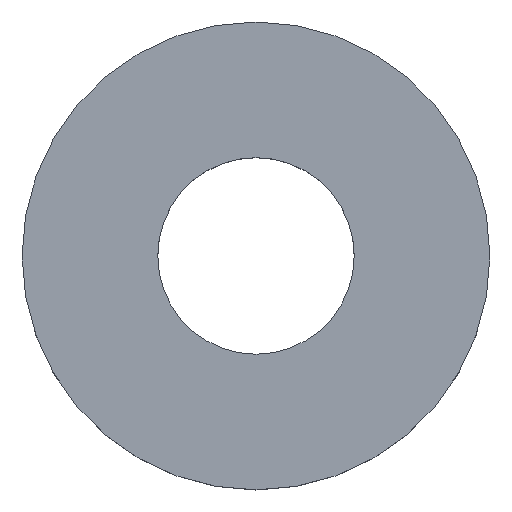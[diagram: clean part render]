
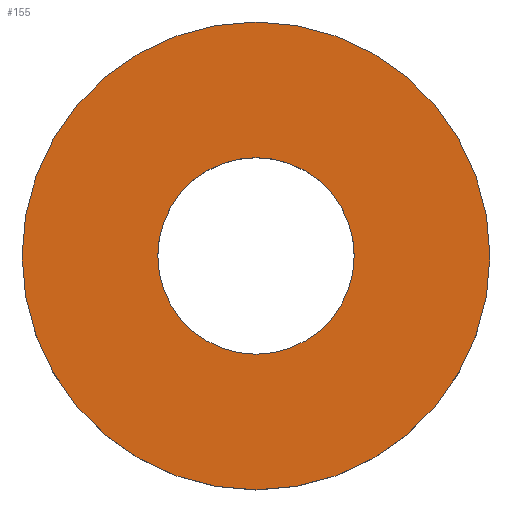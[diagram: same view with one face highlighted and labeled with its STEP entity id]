
A CAD part, top view. The second image highlights one B-rep face of the part: STEP entity #155.
In plain terms, the highlighted planar face has unit normal (0, 0, 1).
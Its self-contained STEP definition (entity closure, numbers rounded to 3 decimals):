
#2 = CIRCLE ( 'NONE', #91, 12.5 ) ;
#9 = EDGE_CURVE ( 'NONE', #143, #23, #2, .T. ) ;
#16 = AXIS2_PLACEMENT_3D ( 'NONE', #100, #201, #200 ) ;
#17 = AXIS2_PLACEMENT_3D ( 'NONE', #113, #67, #149 ) ;
#23 = VERTEX_POINT ( 'NONE', #96 ) ;
#24 = CARTESIAN_POINT ( 'NONE',  ( 0., 0., 4. ) ) ;
#47 = PLANE ( 'NONE',  #16 ) ;
#52 = EDGE_CURVE ( 'NONE', #122, #211, #153, .T. ) ;
#60 = CARTESIAN_POINT ( 'NONE',  ( 12.5, 0., 4. ) ) ;
#67 = DIRECTION ( 'NONE',  ( 0., 0., 1. ) ) ;
#72 = EDGE_CURVE ( 'NONE', #211, #122, #190, .T. ) ;
#86 = DIRECTION ( 'NONE',  ( 0., 0., 1. ) ) ;
#89 = DIRECTION ( 'NONE',  ( 1., 0., 0. ) ) ;
#90 = ORIENTED_EDGE ( 'NONE', *, *, #9, .T. ) ;
#91 = AXIS2_PLACEMENT_3D ( 'NONE', #24, #95, #164 ) ;
#92 = AXIS2_PLACEMENT_3D ( 'NONE', #187, #86, #89 ) ;
#95 = DIRECTION ( 'NONE',  ( 0., 0., 1. ) ) ;
#96 = CARTESIAN_POINT ( 'NONE',  ( -12.5, 0., 4. ) ) ;
#97 = EDGE_LOOP ( 'NONE', ( #126, #90 ) ) ;
#98 = CARTESIAN_POINT ( 'NONE',  ( 5.25, 0., 4. ) ) ;
#100 = CARTESIAN_POINT ( 'NONE',  ( 0., 0., 4. ) ) ;
#113 = CARTESIAN_POINT ( 'NONE',  ( 0., 0., 4. ) ) ;
#117 = CARTESIAN_POINT ( 'NONE',  ( -5.25, 0., 4. ) ) ;
#120 = CARTESIAN_POINT ( 'NONE',  ( 0., 0., 4. ) ) ;
#122 = VERTEX_POINT ( 'NONE', #117 ) ;
#126 = ORIENTED_EDGE ( 'NONE', *, *, #202, .T. ) ;
#128 = CIRCLE ( 'NONE', #138, 12.5 ) ;
#137 = FACE_BOUND ( 'NONE', #146, .T. ) ;
#138 = AXIS2_PLACEMENT_3D ( 'NONE', #120, #175, #156 ) ;
#140 = ORIENTED_EDGE ( 'NONE', *, *, #52, .F. ) ;
#143 = VERTEX_POINT ( 'NONE', #60 ) ;
#146 = EDGE_LOOP ( 'NONE', ( #140, #212 ) ) ;
#149 = DIRECTION ( 'NONE',  ( 1., 0., 0. ) ) ;
#153 = CIRCLE ( 'NONE', #17, 5.25 ) ;
#155 = ADVANCED_FACE ( 'NONE', ( #174, #137 ), #47, .T. ) ;
#156 = DIRECTION ( 'NONE',  ( 1., 0., 0. ) ) ;
#164 = DIRECTION ( 'NONE',  ( 1., 0., 0. ) ) ;
#174 = FACE_OUTER_BOUND ( 'NONE', #97, .T. ) ;
#175 = DIRECTION ( 'NONE',  ( 0., 0., 1. ) ) ;
#187 = CARTESIAN_POINT ( 'NONE',  ( 0., 0., 4. ) ) ;
#190 = CIRCLE ( 'NONE', #92, 5.25 ) ;
#200 = DIRECTION ( 'NONE',  ( 1., 0., 0. ) ) ;
#201 = DIRECTION ( 'NONE',  ( 0., 0., 1. ) ) ;
#202 = EDGE_CURVE ( 'NONE', #23, #143, #128, .T. ) ;
#211 = VERTEX_POINT ( 'NONE', #98 ) ;
#212 = ORIENTED_EDGE ( 'NONE', *, *, #72, .F. ) ;
